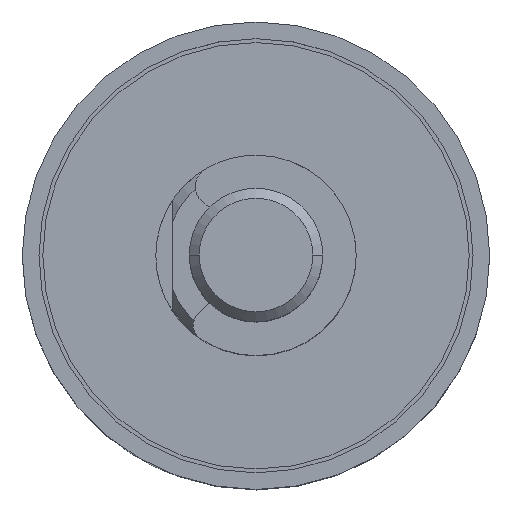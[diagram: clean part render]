
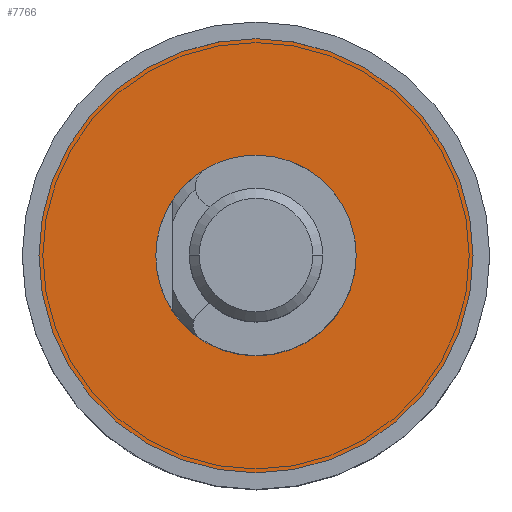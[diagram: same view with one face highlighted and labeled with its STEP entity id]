
A CAD part, top view. The second image highlights one B-rep face of the part: STEP entity #7766.
In plain terms, the highlighted planar face has unit normal (0, 0, 1).
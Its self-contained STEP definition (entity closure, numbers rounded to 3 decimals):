
#11 = VERTEX_POINT ( 'NONE', #3065 ) ;
#549 = ORIENTED_EDGE ( 'NONE', *, *, #9518, .T. ) ;
#1220 = DIRECTION ( 'NONE',  ( 1., 0., 0. ) ) ;
#1345 = CARTESIAN_POINT ( 'NONE',  ( 0., 0., 0.5 ) ) ;
#1445 = CIRCLE ( 'NONE', #5635, 6.5 ) ;
#1515 = VERTEX_POINT ( 'NONE', #5891 ) ;
#1554 = DIRECTION ( 'NONE',  ( 0., 0., 1. ) ) ;
#1608 = CARTESIAN_POINT ( 'NONE',  ( -6.5, 0., 0.5 ) ) ;
#1829 = CARTESIAN_POINT ( 'NONE',  ( 3., 0., 0.5 ) ) ;
#2206 = DIRECTION ( 'NONE',  ( 0., 0., 1. ) ) ;
#2625 = EDGE_LOOP ( 'NONE', ( #6392, #549 ) ) ;
#2883 = AXIS2_PLACEMENT_3D ( 'NONE', #4176, #11067, #8572 ) ;
#2911 = DIRECTION ( 'NONE',  ( 0., 0., 1. ) ) ;
#3065 = CARTESIAN_POINT ( 'NONE',  ( 6.5, 0., 0.5 ) ) ;
#3862 = EDGE_CURVE ( 'NONE', #1515, #4968, #7366, .T. ) ;
#4023 = EDGE_LOOP ( 'NONE', ( #8340, #6583 ) ) ;
#4176 = CARTESIAN_POINT ( 'NONE',  ( 0., 0., 0.5 ) ) ;
#4968 = VERTEX_POINT ( 'NONE', #1829 ) ;
#5438 = CARTESIAN_POINT ( 'NONE',  ( 3., 0., 0.5 ) ) ;
#5635 = AXIS2_PLACEMENT_3D ( 'NONE', #1345, #2206, #8309 ) ;
#5891 = CARTESIAN_POINT ( 'NONE',  ( -3., 0., 0.5 ) ) ;
#6085 = CIRCLE ( 'NONE', #2883, 3. ) ;
#6392 = ORIENTED_EDGE ( 'NONE', *, *, #3862, .T. ) ;
#6583 = ORIENTED_EDGE ( 'NONE', *, *, #9620, .T. ) ;
#6685 = AXIS2_PLACEMENT_3D ( 'NONE', #9466, #10373, #8652 ) ;
#6724 = AXIS2_PLACEMENT_3D ( 'NONE', #5438, #2911, #1220 ) ;
#7366 = CIRCLE ( 'NONE', #6685, 3. ) ;
#7766 = ADVANCED_FACE ( 'NONE', ( #8694, #8132 ), #8845, .T. ) ;
#7893 = EDGE_CURVE ( 'NONE', #11, #8330, #1445, .T. ) ;
#8132 = FACE_OUTER_BOUND ( 'NONE', #4023, .T. ) ;
#8205 = CARTESIAN_POINT ( 'NONE',  ( 0., 0., 0.5 ) ) ;
#8309 = DIRECTION ( 'NONE',  ( 1., 0., 0. ) ) ;
#8330 = VERTEX_POINT ( 'NONE', #1608 ) ;
#8340 = ORIENTED_EDGE ( 'NONE', *, *, #7893, .T. ) ;
#8572 = DIRECTION ( 'NONE',  ( -1., 0., 0. ) ) ;
#8652 = DIRECTION ( 'NONE',  ( -1., 0., 0. ) ) ;
#8694 = FACE_BOUND ( 'NONE', #2625, .T. ) ;
#8845 = PLANE ( 'NONE',  #6724 ) ;
#9466 = CARTESIAN_POINT ( 'NONE',  ( 0., 0., 0.5 ) ) ;
#9518 = EDGE_CURVE ( 'NONE', #4968, #1515, #6085, .T. ) ;
#9620 = EDGE_CURVE ( 'NONE', #8330, #11, #10124, .T. ) ;
#10124 = CIRCLE ( 'NONE', #10590, 6.5 ) ;
#10373 = DIRECTION ( 'NONE',  ( 0., 0., -1. ) ) ;
#10590 = AXIS2_PLACEMENT_3D ( 'NONE', #8205, #1554, #10855 ) ;
#10855 = DIRECTION ( 'NONE',  ( 1., 0., 0. ) ) ;
#11067 = DIRECTION ( 'NONE',  ( 0., 0., -1. ) ) ;
